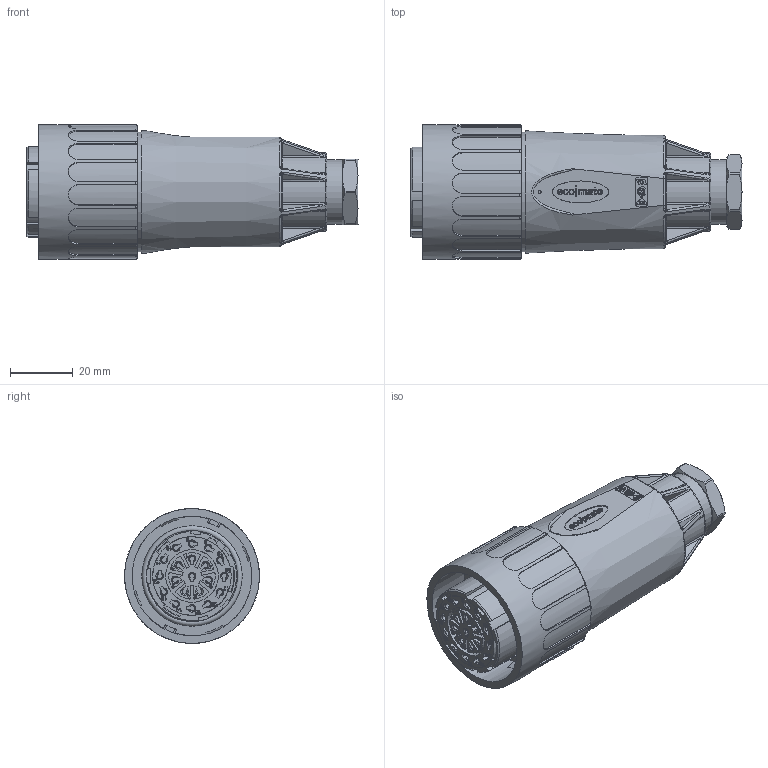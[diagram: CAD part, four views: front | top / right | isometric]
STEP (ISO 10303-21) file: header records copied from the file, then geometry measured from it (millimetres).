
FILE_DESCRIPTION(/* description */ (''),/* implementation_level */ '2;1');
FILE_NAME(/* name */ 'c016 10e019 003 2nxc001-01.stp',/* time_stamp */ '2019-07-08T08:39:00+02:00',/* author */ (''),/* organization */ (''),/* preprocessor_version */ 'ST-DEVELOPER v16.7',/* originating_system */ 'SIEMENS PLM Software NX 12.0',/* authorisation */ '');
FILE_SCHEMA (('AUTOMOTIVE_DESIGN { 1 0 10303 214 3 1 1 1 }'));
Products named in the file (1): c016 10e019 003 2nxc001-01
Bounding box: 105.8 x 43 x 43 mm (x, y, z)
Volume: 99930.3 mm3; surface area: 20716.5 mm2
Topology: 1 solids, 1 shells, 1431 faces, 3759 edges, 2437 vertices
Faces by surface type: plane 746, cylinder 270, bspline 167, extrusion 106, cone 59, torus 51, sphere 32
Full cylindrical faces by diameter (mm): 1 x1, 16.8 x1, 20.4 x1, 25 x1, 29 x1, 38 x1, 38.2 x1, 43 x1
Entity records: 49185 total; most frequent: CARTESIAN_POINT 16244, ORIENTED_EDGE 7436, DIRECTION 5903, EDGE_CURVE 3718, VERTEX_POINT 2421, VECTOR 2025, AXIS2_PLACEMENT_3D 1939, LINE 1919
